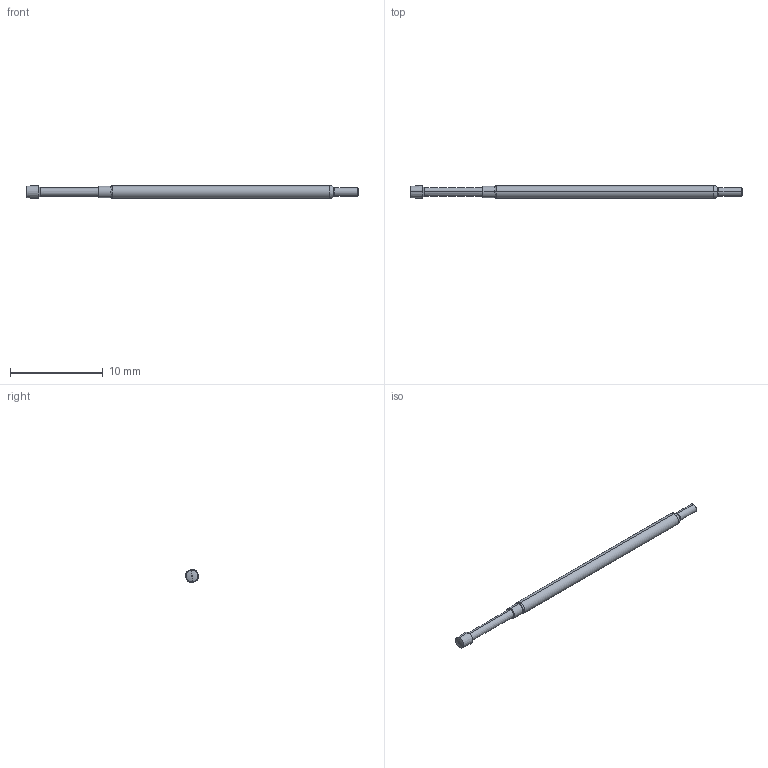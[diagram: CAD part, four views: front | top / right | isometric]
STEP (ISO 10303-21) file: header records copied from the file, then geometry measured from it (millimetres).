
FILE_DESCRIPTION (( 'STEP AP214' ), '1' );
FILE_NAME ('X75-PRP2530_.STEP', '2016-04-12T15:07:30', ( 'spare' ), ( '' ), 'SwSTEP 2.0', 'SolidWorks 2016', '' );
FILE_SCHEMA (( 'AUTOMOTIVE_DESIGN' ));
Length unit declared in the file: inch
Products named in the file (1): X75-PRP2530_
Bounding box: 35.81 x 1.39 x 1.39 mm (x, y, z)
Volume: 44.8 mm3; surface area: 143.1 mm2
Topology: 1 solids, 1 shells, 31 faces, 60 edges, 32 vertices
Faces by surface type: cone 12, torus 10, cylinder 6, plane 3
Entity records: 1227 total; most frequent: DIRECTION 166, CARTESIAN_POINT 124, ORIENTED_EDGE 120, AXIS2_PLACEMENT_3D 74, EDGE_CURVE 60, CIRCLE 42, UNCERTAINTY_MEASURE_WITH_UNIT 34, DIMENSIONAL_EXPONENTS 34
